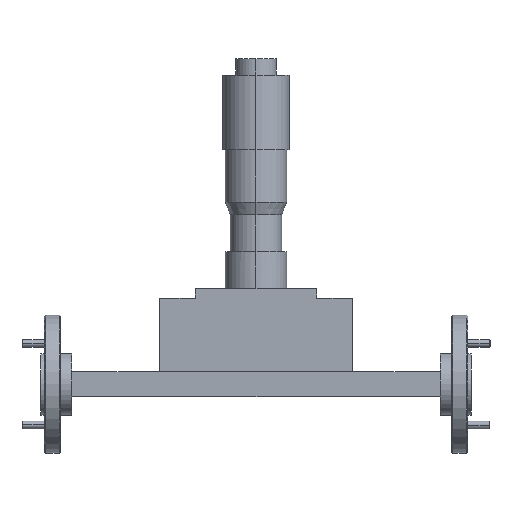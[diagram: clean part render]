
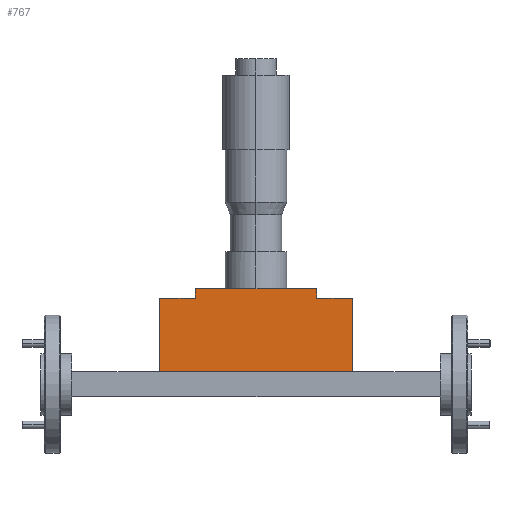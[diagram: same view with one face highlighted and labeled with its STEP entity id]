
A CAD part, top view. The second image highlights one B-rep face of the part: STEP entity #767.
In plain terms, the highlighted planar face has unit normal (0, 0, 1).
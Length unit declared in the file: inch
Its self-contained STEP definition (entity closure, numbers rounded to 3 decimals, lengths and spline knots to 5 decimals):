
#6 = DIRECTION ( 'NONE',  ( 1., 0., 0. ) ) ;
#47 = LINE ( 'NONE', #3987, #886 ) ;
#61 = ORIENTED_EDGE ( 'NONE', *, *, #3864, .F. ) ;
#153 = CARTESIAN_POINT ( 'NONE',  ( -4.96638, 1.04639, 1.05147 ) ) ;
#163 = EDGE_CURVE ( 'NONE', #4842, #2223, #3810, .T. ) ;
#172 = DIRECTION ( 'NONE',  ( 0., -1., 0. ) ) ;
#382 = CARTESIAN_POINT ( 'NONE',  ( -4.00138, 0.26839, 1.05147 ) ) ;
#405 = VECTOR ( 'NONE', #2651, 39.37008 ) ;
#473 = LINE ( 'NONE', #492, #4798 ) ;
#492 = CARTESIAN_POINT ( 'NONE',  ( -4.96638, 1.04639, 1.05147 ) ) ;
#511 = VERTEX_POINT ( 'NONE', #2892 ) ;
#518 = CARTESIAN_POINT ( 'NONE',  ( -4.96638, -1.20391, 1.05147 ) ) ;
#528 = DIRECTION ( 'NONE',  ( -1., 0., 0. ) ) ;
#566 = CARTESIAN_POINT ( 'NONE',  ( -4.96638, 0.96639, 1.05147 ) ) ;
#659 = ORIENTED_EDGE ( 'NONE', *, *, #3995, .T. ) ;
#767 = ADVANCED_FACE ( 'NONE', ( #1705 ), #1334, .T. ) ;
#886 = VECTOR ( 'NONE', #5222, 39.37008 ) ;
#928 = DIRECTION ( 'NONE',  ( 0., 0., 1. ) ) ;
#963 = VERTEX_POINT ( 'NONE', #3429 ) ;
#1108 = VERTEX_POINT ( 'NONE', #4239 ) ;
#1156 = CARTESIAN_POINT ( 'NONE',  ( -4.00138, 0.96639, 1.05147 ) ) ;
#1187 = LINE ( 'NONE', #3255, #4134 ) ;
#1197 = CARTESIAN_POINT ( 'NONE',  ( -4.00138, 0.36839, 1.05147 ) ) ;
#1228 = VERTEX_POINT ( 'NONE', #2602 ) ;
#1334 = PLANE ( 'NONE',  #3360 ) ;
#1394 = VECTOR ( 'NONE', #172, 39.37008 ) ;
#1466 = CARTESIAN_POINT ( 'NONE',  ( -2.72388, 0.96639, 1.05147 ) ) ;
#1467 = DIRECTION ( 'NONE',  ( 0., 1., 0. ) ) ;
#1599 = VERTEX_POINT ( 'NONE', #1197 ) ;
#1638 = ORIENTED_EDGE ( 'NONE', *, *, #4221, .F. ) ;
#1646 = EDGE_CURVE ( 'NONE', #4453, #1599, #1868, .T. ) ;
#1705 = FACE_OUTER_BOUND ( 'NONE', #2063, .T. ) ;
#1807 = ORIENTED_EDGE ( 'NONE', *, *, #4288, .F. ) ;
#1868 = LINE ( 'NONE', #382, #4231 ) ;
#2002 = DIRECTION ( 'NONE',  ( 0., -1., 0. ) ) ;
#2038 = DIRECTION ( 'NONE',  ( 0., -1., 0. ) ) ;
#2052 = VERTEX_POINT ( 'NONE', #4737 ) ;
#2063 = EDGE_LOOP ( 'NONE', ( #4967, #1807, #659, #4302, #4806, #3955, #1638, #3002, #4031, #61 ) ) ;
#2179 = VECTOR ( 'NONE', #3010, 39.37008 ) ;
#2223 = VERTEX_POINT ( 'NONE', #2861 ) ;
#2287 = CARTESIAN_POINT ( 'NONE',  ( -2.72388, 1.04639, 1.05147 ) ) ;
#2426 = CARTESIAN_POINT ( 'NONE',  ( -3.70888, 1.04639, 1.05147 ) ) ;
#2478 = EDGE_CURVE ( 'NONE', #2052, #1599, #47, .T. ) ;
#2546 = DIRECTION ( 'NONE',  ( 1., 0., 0. ) ) ;
#2602 = CARTESIAN_POINT ( 'NONE',  ( -3.70888, 1.04639, 1.05147 ) ) ;
#2651 = DIRECTION ( 'NONE',  ( 1., 0., 0. ) ) ;
#2734 = CARTESIAN_POINT ( 'NONE',  ( -4.96638, 0.96639, 1.05147 ) ) ;
#2741 = LINE ( 'NONE', #566, #2179 ) ;
#2861 = CARTESIAN_POINT ( 'NONE',  ( -2.72388, 1.04639, 1.05147 ) ) ;
#2892 = CARTESIAN_POINT ( 'NONE',  ( -3.70888, 0.96639, 1.05147 ) ) ;
#2911 = LINE ( 'NONE', #2734, #4565 ) ;
#3002 = ORIENTED_EDGE ( 'NONE', *, *, #4897, .F. ) ;
#3010 = DIRECTION ( 'NONE',  ( 1., 0., 0. ) ) ;
#3255 = CARTESIAN_POINT ( 'NONE',  ( -4.96638, 1.04639, 1.05147 ) ) ;
#3360 = AXIS2_PLACEMENT_3D ( 'NONE', #518, #928, #2546 ) ;
#3364 = DIRECTION ( 'NONE',  ( 1., 0., 0. ) ) ;
#3429 = CARTESIAN_POINT ( 'NONE',  ( -2.43138, 0.96639, 1.05147 ) ) ;
#3464 = CARTESIAN_POINT ( 'NONE',  ( -2.43138, 0.26839, 1.05147 ) ) ;
#3608 = VECTOR ( 'NONE', #2002, 39.37008 ) ;
#3725 = EDGE_CURVE ( 'NONE', #4453, #511, #2911, .T. ) ;
#3810 = LINE ( 'NONE', #2287, #4497 ) ;
#3864 = EDGE_CURVE ( 'NONE', #5008, #2223, #1187, .T. ) ;
#3918 = CARTESIAN_POINT ( 'NONE',  ( -3.16663, 1.04639, 1.05147 ) ) ;
#3955 = ORIENTED_EDGE ( 'NONE', *, *, #2478, .F. ) ;
#3987 = CARTESIAN_POINT ( 'NONE',  ( -4.71638, 0.36839, 1.05147 ) ) ;
#3995 = EDGE_CURVE ( 'NONE', #1228, #511, #4374, .T. ) ;
#4031 = ORIENTED_EDGE ( 'NONE', *, *, #163, .T. ) ;
#4134 = VECTOR ( 'NONE', #3364, 39.37008 ) ;
#4221 = EDGE_CURVE ( 'NONE', #963, #2052, #4739, .T. ) ;
#4231 = VECTOR ( 'NONE', #2038, 39.37008 ) ;
#4239 = CARTESIAN_POINT ( 'NONE',  ( -3.26612, 1.04639, 1.05147 ) ) ;
#4288 = EDGE_CURVE ( 'NONE', #1228, #1108, #4676, .T. ) ;
#4302 = ORIENTED_EDGE ( 'NONE', *, *, #3725, .F. ) ;
#4374 = LINE ( 'NONE', #2426, #3608 ) ;
#4453 = VERTEX_POINT ( 'NONE', #1156 ) ;
#4497 = VECTOR ( 'NONE', #1467, 39.37008 ) ;
#4565 = VECTOR ( 'NONE', #6, 39.37008 ) ;
#4676 = LINE ( 'NONE', #153, #405 ) ;
#4716 = EDGE_CURVE ( 'NONE', #5008, #1108, #473, .T. ) ;
#4737 = CARTESIAN_POINT ( 'NONE',  ( -2.43138, 0.36839, 1.05147 ) ) ;
#4739 = LINE ( 'NONE', #3464, #1394 ) ;
#4798 = VECTOR ( 'NONE', #528, 39.37008 ) ;
#4806 = ORIENTED_EDGE ( 'NONE', *, *, #1646, .T. ) ;
#4842 = VERTEX_POINT ( 'NONE', #1466 ) ;
#4897 = EDGE_CURVE ( 'NONE', #4842, #963, #2741, .T. ) ;
#4967 = ORIENTED_EDGE ( 'NONE', *, *, #4716, .T. ) ;
#5008 = VERTEX_POINT ( 'NONE', #3918 ) ;
#5222 = DIRECTION ( 'NONE',  ( -1., 0., 0. ) ) ;
